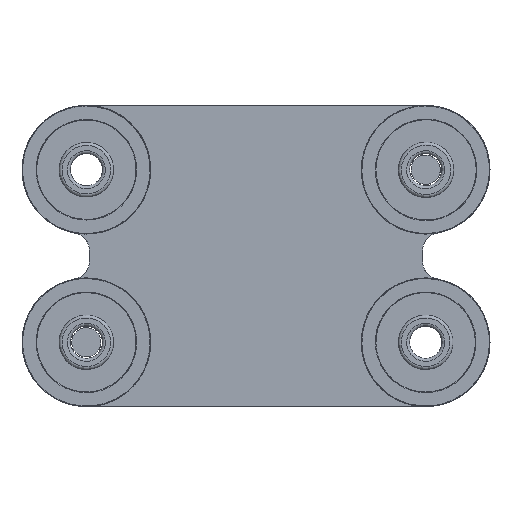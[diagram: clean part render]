
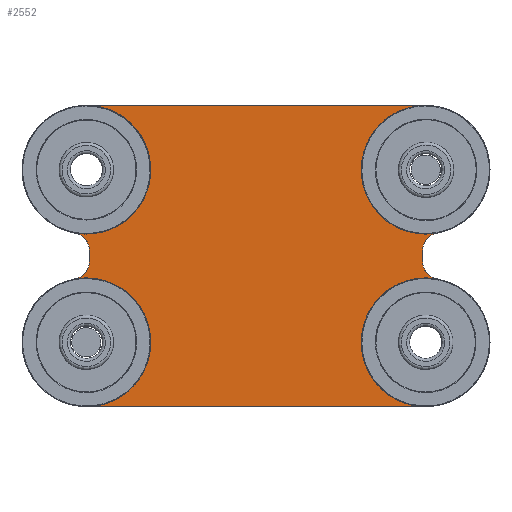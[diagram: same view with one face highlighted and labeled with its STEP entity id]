
A CAD part, front view. The second image highlights one B-rep face of the part: STEP entity #2552.
In plain terms, the highlighted free-form (B-spline) face has degree [1, 1] with [2, 2] control points.
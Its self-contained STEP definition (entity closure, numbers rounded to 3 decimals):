
#2147 = VERTEX_POINT('',#2148);
#2148 = CARTESIAN_POINT('',(-27.541,0.,24.454));
#2153 = EDGE_CURVE('',#2147,#2154,#2156,.T.);
#2154 = VERTEX_POINT('',#2155);
#2155 = CARTESIAN_POINT('',(27.541,0.,24.454));
#2156 = B_SPLINE_CURVE_WITH_KNOTS('',1,(#2157,#2158),.UNSPECIFIED.,.F.,
  .F.,(2,2),(0.,58.),.PIECEWISE_BEZIER_KNOTS.);
#2157 = CARTESIAN_POINT('',(-27.541,0.,24.454));
#2158 = CARTESIAN_POINT('',(27.541,0.,24.454));
#2313 = VERTEX_POINT('',#2314);
#2314 = CARTESIAN_POINT('',(27.541,0.,-24.454));
#2319 = EDGE_CURVE('',#2313,#2320,#2322,.T.);
#2320 = VERTEX_POINT('',#2321);
#2321 = CARTESIAN_POINT('',(-27.541,0.,-24.454));
#2322 = B_SPLINE_CURVE_WITH_KNOTS('',1,(#2323,#2324),.UNSPECIFIED.,.F.,
  .F.,(2,2),(0.,58.),.PIECEWISE_BEZIER_KNOTS.);
#2323 = CARTESIAN_POINT('',(27.541,0.,-24.454));
#2324 = CARTESIAN_POINT('',(-27.541,0.,-24.454));
#2552 = ADVANCED_FACE('',(#2553),#2655,.F.);
#2553 = FACE_BOUND('',#2554,.T.);
#2554 = EDGE_LOOP('',(#2555,#2565,#2573,#2580,#2588,#2596,#2604,#2605,
    #2615,#2623,#2630,#2638,#2646,#2654));
#2555 = ORIENTED_EDGE('',*,*,#2556,.F.);
#2556 = EDGE_CURVE('',#2557,#2147,#2559,.T.);
#2557 = VERTEX_POINT('',#2558);
#2558 = CARTESIAN_POINT('',(-29.406,0.,3.729));
#2559 = ( BOUNDED_CURVE() B_SPLINE_CURVE(2,(#2560,#2561,#2562,#2563,
#2564),.UNSPECIFIED.,.F.,.F.) B_SPLINE_CURVE_WITH_KNOTS((3,2,3),(
    6.104,7.764,9.425),
.PIECEWISE_BEZIER_KNOTS.) CURVE() GEOMETRIC_REPRESENTATION_ITEM() 
RATIONAL_B_SPLINE_CURVE((1.,0.675,1.,0.675,1.)) 
REPRESENTATION_ITEM('') );
#2560 = CARTESIAN_POINT('',(-29.406,0.,3.729));
#2561 = CARTESIAN_POINT('',(-18.161,0.,1.688));
#2562 = CARTESIAN_POINT('',(-17.136,0.,13.071));
#2563 = CARTESIAN_POINT('',(-16.112,0.,24.454));
#2564 = CARTESIAN_POINT('',(-27.541,0.,24.454));
#2565 = ORIENTED_EDGE('',*,*,#2566,.F.);
#2566 = EDGE_CURVE('',#2567,#2557,#2569,.T.);
#2567 = VERTEX_POINT('',#2568);
#2568 = CARTESIAN_POINT('',(-27.066,0.,0.926));
#2569 = ( BOUNDED_CURVE() B_SPLINE_CURVE(2,(#2570,#2571,#2572),
.UNSPECIFIED.,.F.,.F.) B_SPLINE_CURVE_WITH_KNOTS((3,3),(3.142,
4.533),.PIECEWISE_BEZIER_KNOTS.) CURVE() 
GEOMETRIC_REPRESENTATION_ITEM() RATIONAL_B_SPLINE_CURVE((1.,
0.768,1.)) REPRESENTATION_ITEM('') );
#2570 = CARTESIAN_POINT('',(-27.066,0.,0.926));
#2571 = CARTESIAN_POINT('',(-27.066,0.,3.304));
#2572 = CARTESIAN_POINT('',(-29.406,0.,3.729));
#2573 = ORIENTED_EDGE('',*,*,#2574,.F.);
#2574 = EDGE_CURVE('',#2575,#2567,#2577,.T.);
#2575 = VERTEX_POINT('',#2576);
#2576 = CARTESIAN_POINT('',(-27.066,0.,-0.926));
#2577 = B_SPLINE_CURVE_WITH_KNOTS('',1,(#2578,#2579),.UNSPECIFIED.,.F.,
  .F.,(2,2),(2.775,4.725),.PIECEWISE_BEZIER_KNOTS.);
#2578 = CARTESIAN_POINT('',(-27.066,0.,-0.926));
#2579 = CARTESIAN_POINT('',(-27.066,0.,0.926));
#2580 = ORIENTED_EDGE('',*,*,#2581,.F.);
#2581 = EDGE_CURVE('',#2582,#2575,#2584,.T.);
#2582 = VERTEX_POINT('',#2583);
#2583 = CARTESIAN_POINT('',(-29.406,0.,-3.729));
#2584 = ( BOUNDED_CURVE() B_SPLINE_CURVE(2,(#2585,#2586,#2587),
.UNSPECIFIED.,.F.,.F.) B_SPLINE_CURVE_WITH_KNOTS((3,3),(1.75,
3.142),.PIECEWISE_BEZIER_KNOTS.) CURVE() 
GEOMETRIC_REPRESENTATION_ITEM() RATIONAL_B_SPLINE_CURVE((1.,
0.768,1.)) REPRESENTATION_ITEM('') );
#2585 = CARTESIAN_POINT('',(-29.406,0.,-3.729));
#2586 = CARTESIAN_POINT('',(-27.066,0.,-3.304));
#2587 = CARTESIAN_POINT('',(-27.066,0.,-0.926));
#2588 = ORIENTED_EDGE('',*,*,#2589,.T.);
#2589 = EDGE_CURVE('',#2582,#2590,#2592,.T.);
#2590 = VERTEX_POINT('',#2591);
#2591 = CARTESIAN_POINT('',(-27.541,0.,-3.561));
#2592 = ( BOUNDED_CURVE() B_SPLINE_CURVE(2,(#2593,#2594,#2595),
.UNSPECIFIED.,.F.,.F.) B_SPLINE_CURVE_WITH_KNOTS((3,3),(4.533,
4.712),.PIECEWISE_BEZIER_KNOTS.) CURVE() 
GEOMETRIC_REPRESENTATION_ITEM() RATIONAL_B_SPLINE_CURVE((1.,
0.996,1.)) REPRESENTATION_ITEM('') );
#2593 = CARTESIAN_POINT('',(-29.406,0.,-3.729));
#2594 = CARTESIAN_POINT('',(-28.481,0.,-3.561));
#2595 = CARTESIAN_POINT('',(-27.541,0.,-3.561));
#2596 = ORIENTED_EDGE('',*,*,#2597,.T.);
#2597 = EDGE_CURVE('',#2590,#2320,#2598,.T.);
#2598 = ( BOUNDED_CURVE() B_SPLINE_CURVE(2,(#2599,#2600,#2601,#2602,
#2603),.UNSPECIFIED.,.F.,.F.) B_SPLINE_CURVE_WITH_KNOTS((3,2,3),(
    4.712,6.283,7.854),
.PIECEWISE_BEZIER_KNOTS.) CURVE() GEOMETRIC_REPRESENTATION_ITEM() 
RATIONAL_B_SPLINE_CURVE((1.,0.707,1.,0.707,1.)) 
REPRESENTATION_ITEM('') );
#2599 = CARTESIAN_POINT('',(-27.541,0.,-3.561));
#2600 = CARTESIAN_POINT('',(-17.094,0.,-3.561));
#2601 = CARTESIAN_POINT('',(-17.094,0.,-14.008));
#2602 = CARTESIAN_POINT('',(-17.094,0.,-24.454));
#2603 = CARTESIAN_POINT('',(-27.541,0.,-24.454));
#2604 = ORIENTED_EDGE('',*,*,#2319,.F.);
#2605 = ORIENTED_EDGE('',*,*,#2606,.F.);
#2606 = EDGE_CURVE('',#2607,#2313,#2609,.T.);
#2607 = VERTEX_POINT('',#2608);
#2608 = CARTESIAN_POINT('',(29.406,0.,-3.729));
#2609 = ( BOUNDED_CURVE() B_SPLINE_CURVE(2,(#2610,#2611,#2612,#2613,
#2614),.UNSPECIFIED.,.F.,.F.) B_SPLINE_CURVE_WITH_KNOTS((3,2,3),(
    6.104,7.764,9.425),
.PIECEWISE_BEZIER_KNOTS.) CURVE() GEOMETRIC_REPRESENTATION_ITEM() 
RATIONAL_B_SPLINE_CURVE((1.,0.675,1.,0.675,1.)) 
REPRESENTATION_ITEM('') );
#2610 = CARTESIAN_POINT('',(29.406,0.,-3.729));
#2611 = CARTESIAN_POINT('',(18.161,0.,-1.688));
#2612 = CARTESIAN_POINT('',(17.136,0.,-13.071));
#2613 = CARTESIAN_POINT('',(16.112,0.,-24.454));
#2614 = CARTESIAN_POINT('',(27.541,0.,-24.454));
#2615 = ORIENTED_EDGE('',*,*,#2616,.F.);
#2616 = EDGE_CURVE('',#2617,#2607,#2619,.T.);
#2617 = VERTEX_POINT('',#2618);
#2618 = CARTESIAN_POINT('',(27.066,0.,-0.926));
#2619 = ( BOUNDED_CURVE() B_SPLINE_CURVE(2,(#2620,#2621,#2622),
.UNSPECIFIED.,.F.,.F.) B_SPLINE_CURVE_WITH_KNOTS((3,3),(3.142,
4.533),.PIECEWISE_BEZIER_KNOTS.) CURVE() 
GEOMETRIC_REPRESENTATION_ITEM() RATIONAL_B_SPLINE_CURVE((1.,
0.768,1.)) REPRESENTATION_ITEM('') );
#2620 = CARTESIAN_POINT('',(27.066,0.,-0.926));
#2621 = CARTESIAN_POINT('',(27.066,0.,-3.304));
#2622 = CARTESIAN_POINT('',(29.406,0.,-3.729));
#2623 = ORIENTED_EDGE('',*,*,#2624,.F.);
#2624 = EDGE_CURVE('',#2625,#2617,#2627,.T.);
#2625 = VERTEX_POINT('',#2626);
#2626 = CARTESIAN_POINT('',(27.066,0.,0.926));
#2627 = B_SPLINE_CURVE_WITH_KNOTS('',1,(#2628,#2629),.UNSPECIFIED.,.F.,
  .F.,(2,2),(2.775,4.725),.PIECEWISE_BEZIER_KNOTS.);
#2628 = CARTESIAN_POINT('',(27.066,0.,0.926));
#2629 = CARTESIAN_POINT('',(27.066,0.,-0.926));
#2630 = ORIENTED_EDGE('',*,*,#2631,.F.);
#2631 = EDGE_CURVE('',#2632,#2625,#2634,.T.);
#2632 = VERTEX_POINT('',#2633);
#2633 = CARTESIAN_POINT('',(29.406,0.,3.729));
#2634 = ( BOUNDED_CURVE() B_SPLINE_CURVE(2,(#2635,#2636,#2637),
.UNSPECIFIED.,.F.,.F.) B_SPLINE_CURVE_WITH_KNOTS((3,3),(1.75,
3.142),.PIECEWISE_BEZIER_KNOTS.) CURVE() 
GEOMETRIC_REPRESENTATION_ITEM() RATIONAL_B_SPLINE_CURVE((1.,
0.768,1.)) REPRESENTATION_ITEM('') );
#2635 = CARTESIAN_POINT('',(29.406,0.,3.729));
#2636 = CARTESIAN_POINT('',(27.066,0.,3.304));
#2637 = CARTESIAN_POINT('',(27.066,0.,0.926));
#2638 = ORIENTED_EDGE('',*,*,#2639,.F.);
#2639 = EDGE_CURVE('',#2640,#2632,#2642,.T.);
#2640 = VERTEX_POINT('',#2641);
#2641 = CARTESIAN_POINT('',(27.541,0.,3.561));
#2642 = ( BOUNDED_CURVE() B_SPLINE_CURVE(2,(#2643,#2644,#2645),
.UNSPECIFIED.,.F.,.F.) B_SPLINE_CURVE_WITH_KNOTS((3,3),(3.142,
3.321),.PIECEWISE_BEZIER_KNOTS.) CURVE() 
GEOMETRIC_REPRESENTATION_ITEM() RATIONAL_B_SPLINE_CURVE((1.,
0.996,1.)) REPRESENTATION_ITEM('') );
#2643 = CARTESIAN_POINT('',(27.541,0.,3.561));
#2644 = CARTESIAN_POINT('',(28.481,0.,3.561));
#2645 = CARTESIAN_POINT('',(29.406,0.,3.729));
#2646 = ORIENTED_EDGE('',*,*,#2647,.F.);
#2647 = EDGE_CURVE('',#2154,#2640,#2648,.T.);
#2648 = ( BOUNDED_CURVE() B_SPLINE_CURVE(2,(#2649,#2650,#2651,#2652,
#2653),.UNSPECIFIED.,.F.,.F.) B_SPLINE_CURVE_WITH_KNOTS((3,2,3),(0.,
1.571,3.142),.PIECEWISE_BEZIER_KNOTS.) CURVE() 
GEOMETRIC_REPRESENTATION_ITEM() RATIONAL_B_SPLINE_CURVE((1.,
0.707,1.,0.707,1.)) REPRESENTATION_ITEM('') );
#2649 = CARTESIAN_POINT('',(27.541,0.,24.454));
#2650 = CARTESIAN_POINT('',(17.094,0.,24.454));
#2651 = CARTESIAN_POINT('',(17.094,0.,14.008));
#2652 = CARTESIAN_POINT('',(17.094,0.,3.561));
#2653 = CARTESIAN_POINT('',(27.541,0.,3.561));
#2654 = ORIENTED_EDGE('',*,*,#2153,.F.);
#2655 = B_SPLINE_SURFACE_WITH_KNOTS('',1,1,(
    (#2656,#2657)
    ,(#2658,#2659
    )),.UNSPECIFIED.,.F.,.F.,.F.,(2,2),(2,2),(-40.5,11.),(
    -30.964,30.964),.PIECEWISE_BEZIER_KNOTS.);
#2656 = CARTESIAN_POINT('',(-29.406,0.,-24.454));
#2657 = CARTESIAN_POINT('',(29.406,0.,-24.454));
#2658 = CARTESIAN_POINT('',(-29.406,0.,24.454));
#2659 = CARTESIAN_POINT('',(29.406,0.,24.454));
